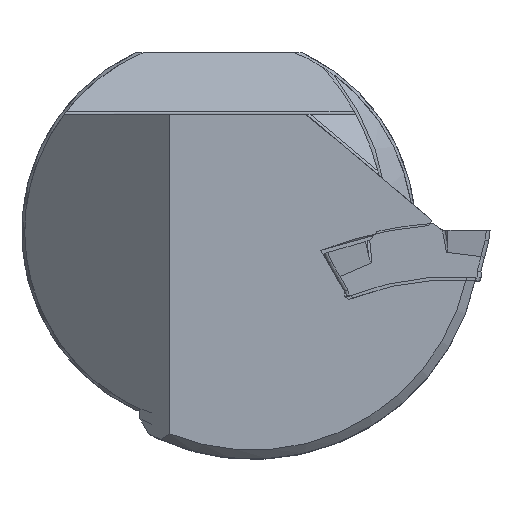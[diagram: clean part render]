
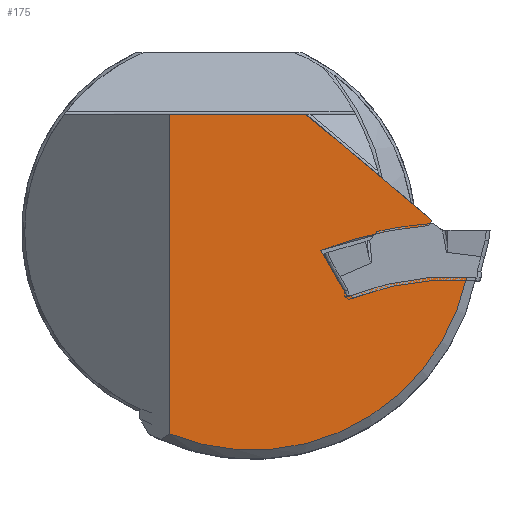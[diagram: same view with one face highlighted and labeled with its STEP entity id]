
A CAD part, left-side view. The second image highlights one B-rep face of the part: STEP entity #175.
In plain terms, the highlighted planar face has unit normal (-1, 0, 0).
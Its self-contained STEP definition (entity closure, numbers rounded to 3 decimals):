
#175=ADVANCED_FACE('',(#294),#258,.T.);
#258=PLANE('',#1559);
#294=FACE_OUTER_BOUND('',#377,.T.);
#377=EDGE_LOOP('',(#697,#698,#699,#700,#701,#702,#703,#704));
#460=LINE('',#2173,#575);
#461=LINE('',#2179,#576);
#462=LINE('',#2181,#577);
#463=LINE('',#2183,#578);
#575=VECTOR('',#1732,1.);
#576=VECTOR('',#1737,1.);
#577=VECTOR('',#1738,1.);
#578=VECTOR('',#1739,1.);
#697=ORIENTED_EDGE('',*,*,#1293,.F.);
#698=ORIENTED_EDGE('',*,*,#1294,.F.);
#699=ORIENTED_EDGE('',*,*,#1295,.F.);
#700=ORIENTED_EDGE('',*,*,#1296,.F.);
#701=ORIENTED_EDGE('',*,*,#1297,.T.);
#702=ORIENTED_EDGE('',*,*,#1298,.T.);
#703=ORIENTED_EDGE('',*,*,#1299,.F.);
#704=ORIENTED_EDGE('',*,*,#1300,.T.);
#1147=VERTEX_POINT('',#2171);
#1148=VERTEX_POINT('',#2172);
#1149=VERTEX_POINT('',#2174);
#1150=VERTEX_POINT('',#2176);
#1151=VERTEX_POINT('',#2178);
#1152=VERTEX_POINT('',#2180);
#1153=VERTEX_POINT('',#2182);
#1154=VERTEX_POINT('',#2184);
#1293=EDGE_CURVE('',#1147,#1148,#1516,.T.);
#1294=EDGE_CURVE('',#1149,#1147,#460,.T.);
#1295=EDGE_CURVE('',#1150,#1149,#1517,.T.);
#1296=EDGE_CURVE('',#1151,#1150,#1518,.T.);
#1297=EDGE_CURVE('',#1151,#1152,#461,.T.);
#1298=EDGE_CURVE('',#1152,#1153,#462,.T.);
#1299=EDGE_CURVE('',#1154,#1153,#463,.T.);
#1300=EDGE_CURVE('',#1154,#1148,#1519,.T.);
#1516=CIRCLE('',#1555,23.);
#1517=CIRCLE('',#1556,30.);
#1518=CIRCLE('',#1557,0.4);
#1519=CIRCLE('',#1558,17.75);
#1555=AXIS2_PLACEMENT_3D('',#2170,#1730,#1731);
#1556=AXIS2_PLACEMENT_3D('',#2175,#1733,#1734);
#1557=AXIS2_PLACEMENT_3D('',#2177,#1735,#1736);
#1558=AXIS2_PLACEMENT_3D('',#2185,#1740,#1741);
#1559=AXIS2_PLACEMENT_3D('',#2186,#1742,#1743);
#1730=DIRECTION('',(1.,0.,0.));
#1731=DIRECTION('',(0.,0.,1.));
#1732=DIRECTION('',(0.,-0.5,-0.866));
#1733=DIRECTION('',(-1.,0.,0.));
#1734=DIRECTION('',(0.,0.,1.));
#1735=DIRECTION('',(1.,0.,0.));
#1736=DIRECTION('',(0.,0.,1.));
#1737=DIRECTION('',(0.,0.766,0.643));
#1738=DIRECTION('',(0.,1.,0.));
#1739=DIRECTION('',(0.,0.,1.));
#1740=DIRECTION('',(-1.,0.,0.));
#1741=DIRECTION('',(0.,0.,1.));
#1742=DIRECTION('',(-1.,0.,0.));
#1743=DIRECTION('',(0.,0.,1.));
#2170=CARTESIAN_POINT('',(0.3,-18.897,-26.679));
#2171=CARTESIAN_POINT('',(0.3,-10.437,-5.291));
#2172=CARTESIAN_POINT('',(0.3,-20.108,-3.711));
#2173=CARTESIAN_POINT('',(0.3,-5.536,3.196));
#2174=CARTESIAN_POINT('',(0.3,-8.274,-1.546));
#2175=CARTESIAN_POINT('',(0.3,-19.286,-29.451));
#2176=CARTESIAN_POINT('',(0.3,-16.865,0.451));
#2177=CARTESIAN_POINT('',(0.3,-16.832,0.849));
#2178=CARTESIAN_POINT('',(0.3,-17.206,0.993));
#2179=CARTESIAN_POINT('',(0.3,-7.598,9.055));
#2180=CARTESIAN_POINT('',(0.3,-7.068,9.5));
#2181=CARTESIAN_POINT('',(0.3,0.,9.5));
#2182=CARTESIAN_POINT('',(0.3,4.,9.5));
#2183=CARTESIAN_POINT('',(0.3,4.,-406.484));
#2184=CARTESIAN_POINT('',(0.3,4.,-16.416));
#2185=CARTESIAN_POINT('',(0.3,-2.75,0.));
#2186=CARTESIAN_POINT('',(0.3,0.,0.));
